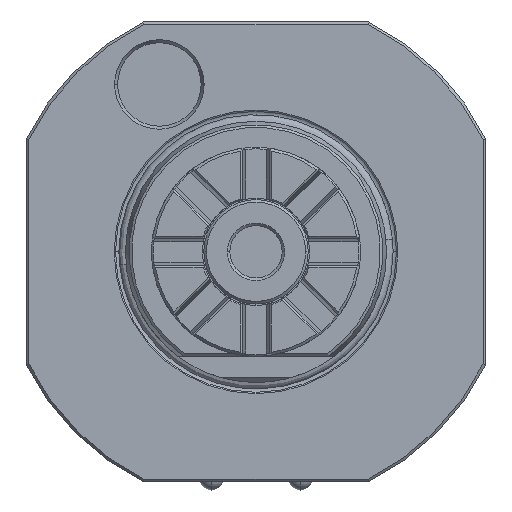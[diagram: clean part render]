
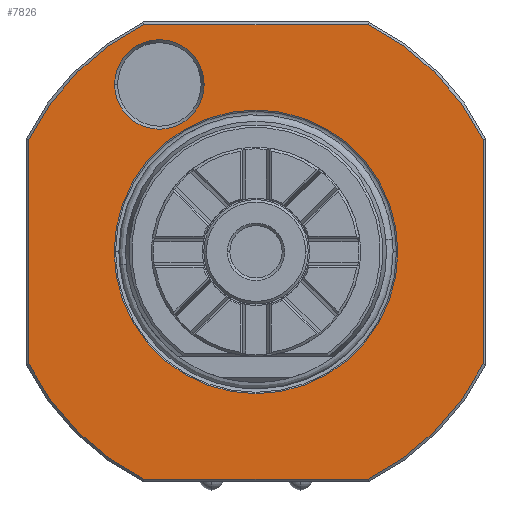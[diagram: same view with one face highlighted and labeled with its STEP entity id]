
A CAD part, left-side view. The second image highlights one B-rep face of the part: STEP entity #7826.
In plain terms, the highlighted planar face has unit normal (-1, 0, 0).
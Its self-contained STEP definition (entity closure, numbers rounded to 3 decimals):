
#206=CARTESIAN_POINT('',(-80.5,0.,0.));
#207=DIRECTION('',(1.,0.,0.));
#208=DIRECTION('',(0.,-0.897,-0.442));
#209=AXIS2_PLACEMENT_3D('',#206,#207,#208);
#211=DIRECTION('',(0.,-1.,0.));
#212=VECTOR('',#211,42.896);
#213=CARTESIAN_POINT('',(-80.5,21.448,-43.5));
#214=LINE('',#213,#212);
#215=CARTESIAN_POINT('',(-80.5,0.,0.));
#216=DIRECTION('',(1.,0.,0.));
#217=DIRECTION('',(0.,0.442,-0.897));
#218=AXIS2_PLACEMENT_3D('',#215,#216,#217);
#220=DIRECTION('',(0.,0.,-1.));
#221=VECTOR('',#220,42.896);
#222=CARTESIAN_POINT('',(-80.5,43.5,21.448));
#223=LINE('',#222,#221);
#224=CARTESIAN_POINT('',(-80.5,0.,0.));
#225=DIRECTION('',(1.,0.,0.));
#226=DIRECTION('',(0.,0.897,0.442));
#227=AXIS2_PLACEMENT_3D('',#224,#225,#226);
#229=DIRECTION('',(0.,1.,0.));
#230=VECTOR('',#229,42.896);
#231=CARTESIAN_POINT('',(-80.5,-21.448,43.5));
#232=LINE('',#231,#230);
#233=CARTESIAN_POINT('',(-80.5,0.,0.));
#234=DIRECTION('',(1.,0.,0.));
#235=DIRECTION('',(0.,-0.442,0.897));
#236=AXIS2_PLACEMENT_3D('',#233,#234,#235);
#238=DIRECTION('',(0.,0.,1.));
#239=VECTOR('',#238,42.896);
#240=CARTESIAN_POINT('',(-80.5,-43.5,
-21.448));
#241=LINE('',#240,#239);
#242=CARTESIAN_POINT('',(-80.5,0.,0.));
#243=DIRECTION('',(1.,0.,0.));
#244=DIRECTION('',(0.,-1.,0.));
#245=AXIS2_PLACEMENT_3D('',#242,#243,#244);
#247=CARTESIAN_POINT('',(-80.5,0.,0.));
#248=DIRECTION('',(1.,0.,0.));
#249=DIRECTION('',(0.,1.,0.));
#250=AXIS2_PLACEMENT_3D('',#247,#248,#249);
#252=CARTESIAN_POINT('',(-80.5,18.5,32.043));
#253=DIRECTION('',(1.,0.,0.));
#254=DIRECTION('',(0.,-1.,0.));
#255=AXIS2_PLACEMENT_3D('',#252,#253,#254);
#257=CARTESIAN_POINT('',(-80.5,18.5,32.043));
#258=DIRECTION('',(1.,0.,0.));
#259=DIRECTION('',(0.,1.,0.));
#260=AXIS2_PLACEMENT_3D('',#257,#258,#259);
#6813=CARTESIAN_POINT('',(-80.5,-27.15,0.));
#6814=CARTESIAN_POINT('',(-80.5,27.15,0.));
#6815=VERTEX_POINT('',#6813);
#6816=VERTEX_POINT('',#6814);
#6817=CARTESIAN_POINT('',(-80.5,9.923,32.043));
#6818=CARTESIAN_POINT('',(-80.5,27.077,32.043));
#6819=VERTEX_POINT('',#6817);
#6820=VERTEX_POINT('',#6818);
#6821=CARTESIAN_POINT('',(-80.5,-43.5,-21.448));
#6822=CARTESIAN_POINT('',(-80.5,-21.448,-43.5));
#6823=VERTEX_POINT('',#6821);
#6824=VERTEX_POINT('',#6822);
#6829=CARTESIAN_POINT('',(-80.5,-21.449,43.501));
#6830=CARTESIAN_POINT('',(-80.5,-43.501,21.449));
#6831=VERTEX_POINT('',#6829);
#6832=VERTEX_POINT('',#6830);
#6857=CARTESIAN_POINT('',(-80.5,43.501,21.449));
#6858=CARTESIAN_POINT('',(-80.5,21.449,43.501));
#6859=VERTEX_POINT('',#6857);
#6860=VERTEX_POINT('',#6858);
#6865=CARTESIAN_POINT('',(-80.5,21.448,-43.5));
#6866=CARTESIAN_POINT('',(-80.5,43.5,-21.448));
#6867=VERTEX_POINT('',#6865);
#6868=VERTEX_POINT('',#6866);
#7792=CARTESIAN_POINT('',(-80.5,0.,0.));
#7793=DIRECTION('',(-1.,0.,0.));
#7794=DIRECTION('',(0.,1.,0.));
#7795=AXIS2_PLACEMENT_3D('',#7792,#7793,#7794);
#7796=PLANE('',#7795);
#7798=ORIENTED_EDGE('',*,*,#7797,.T.);
#7800=ORIENTED_EDGE('',*,*,#7799,.F.);
#7802=ORIENTED_EDGE('',*,*,#7801,.T.);
#7804=ORIENTED_EDGE('',*,*,#7803,.F.);
#7806=ORIENTED_EDGE('',*,*,#7805,.T.);
#7808=ORIENTED_EDGE('',*,*,#7807,.F.);
#7809=ORIENTED_EDGE('',*,*,#7782,.T.);
#7811=ORIENTED_EDGE('',*,*,#7810,.F.);
#7812=EDGE_LOOP('',(#7798,#7800,#7802,#7804,#7806,#7808,#7809,#7811));
#7813=FACE_OUTER_BOUND('',#7812,.F.);
#7815=ORIENTED_EDGE('',*,*,#7814,.F.);
#7817=ORIENTED_EDGE('',*,*,#7816,.F.);
#7818=EDGE_LOOP('',(#7815,#7817));
#7819=FACE_BOUND('',#7818,.F.);
#7821=ORIENTED_EDGE('',*,*,#7820,.F.);
#7823=ORIENTED_EDGE('',*,*,#7822,.F.);
#7824=EDGE_LOOP('',(#7821,#7823));
#7825=FACE_BOUND('',#7824,.F.);
#210=CIRCLE('',#209,48.501);
#219=CIRCLE('',#218,48.501);
#228=CIRCLE('',#227,48.501);
#237=CIRCLE('',#236,48.501);
#246=CIRCLE('',#245,27.15);
#251=CIRCLE('',#250,27.15);
#256=CIRCLE('',#255,8.577);
#261=CIRCLE('',#260,8.577);
#7782=EDGE_CURVE('',#6831,#6832,#237,.T.);
#7797=EDGE_CURVE('',#6823,#6824,#210,.T.);
#7799=EDGE_CURVE('',#6867,#6824,#214,.T.);
#7801=EDGE_CURVE('',#6867,#6868,#219,.T.);
#7803=EDGE_CURVE('',#6859,#6868,#223,.T.);
#7805=EDGE_CURVE('',#6859,#6860,#228,.T.);
#7807=EDGE_CURVE('',#6831,#6860,#232,.T.);
#7810=EDGE_CURVE('',#6823,#6832,#241,.T.);
#7814=EDGE_CURVE('',#6815,#6816,#246,.T.);
#7816=EDGE_CURVE('',#6816,#6815,#251,.T.);
#7820=EDGE_CURVE('',#6819,#6820,#256,.T.);
#7822=EDGE_CURVE('',#6820,#6819,#261,.T.);
#7826=ADVANCED_FACE('',(#7813,#7819,#7825),#7796,.T.);
